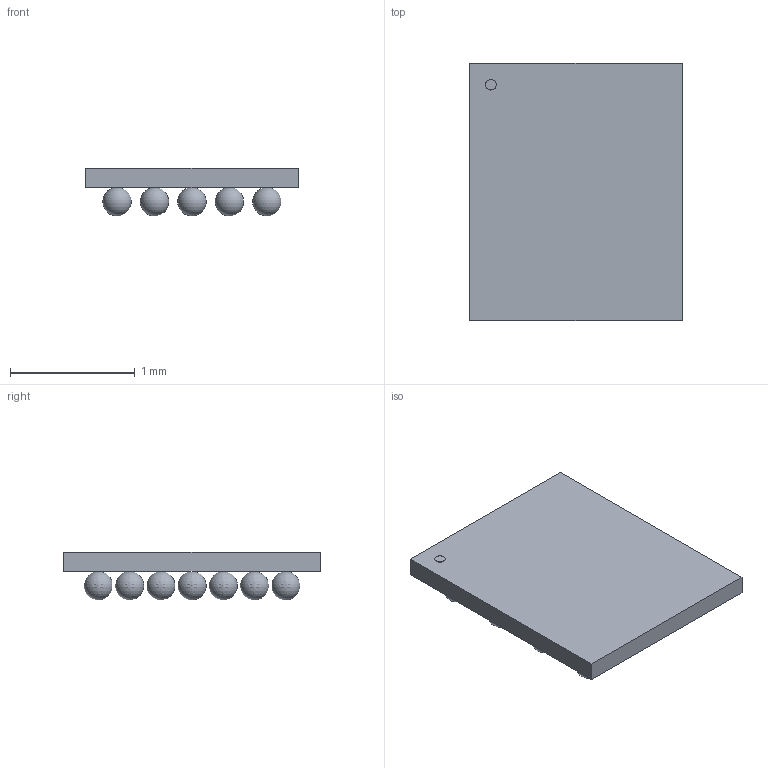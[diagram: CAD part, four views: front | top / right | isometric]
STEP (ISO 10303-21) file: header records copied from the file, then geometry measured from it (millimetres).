
FILE_DESCRIPTION(('STEP AP214'),'1');
FILE_NAME('DA14531-00000OG2_DIL','2023-07-01T06:21:42',(''),(''),'','','');
FILE_SCHEMA(('AUTOMOTIVE_DESIGN'));
Length unit declared in the file: millimetre
Products named in the file (1): product
Bounding box: 1.7 x 2.06 x 0.38 mm (x, y, z)
Volume: 0.6 mm3; surface area: 11 mm2
Topology: 19 solids, 19 shells, 26 faces, 66 edges, 44 vertices
Faces by surface type: sphere 17, plane 8, cylinder 1
Full cylindrical faces by diameter (mm): 0.085 x1
Entity records: 526 total; most frequent: DIRECTION 72, CARTESIAN_POINT 40, AXIS2_PLACEMENT_3D 30, ORIENTED_EDGE 28, STYLED_ITEM 26, ADVANCED_FACE 26, MANIFOLD_SOLID_BREP 19, CLOSED_SHELL 19
